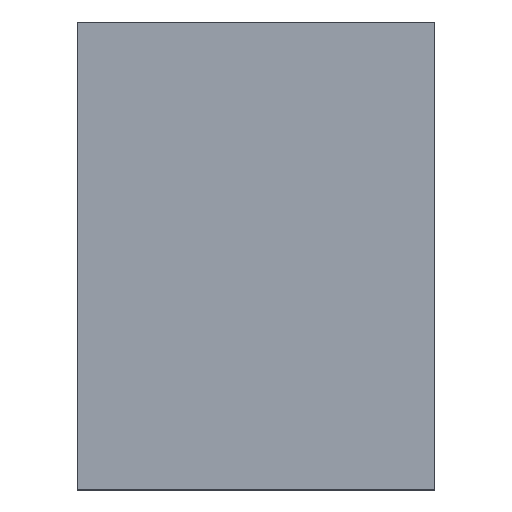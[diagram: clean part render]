
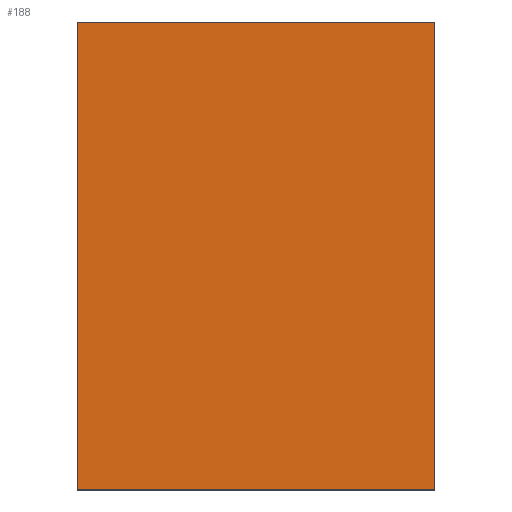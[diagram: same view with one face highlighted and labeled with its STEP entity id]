
A CAD part, top view. The second image highlights one B-rep face of the part: STEP entity #188.
In plain terms, the highlighted planar face has unit normal (0, 0, 1).
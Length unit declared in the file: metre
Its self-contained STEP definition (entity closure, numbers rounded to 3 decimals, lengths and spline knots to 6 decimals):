
#36=ORIENTED_EDGE('',*,*,#69,.F.);
#37=ORIENTED_EDGE('',*,*,#72,.T.);
#38=ORIENTED_EDGE('',*,*,#74,.T.);
#39=ORIENTED_EDGE('',*,*,#75,.F.);
#69=EDGE_CURVE('',#92,#93,#109,.T.);
#72=EDGE_CURVE('',#92,#94,#112,.T.);
#74=EDGE_CURVE('',#94,#95,#114,.T.);
#75=EDGE_CURVE('',#93,#95,#115,.T.);
#92=VERTEX_POINT('',#286);
#93=VERTEX_POINT('',#288);
#94=VERTEX_POINT('',#292);
#95=VERTEX_POINT('',#296);
#109=LINE('',#287,#133);
#112=LINE('',#293,#136);
#114=LINE('',#297,#138);
#115=LINE('',#299,#139);
#133=VECTOR('',#233,1.);
#136=VECTOR('',#238,1.);
#138=VECTOR('',#242,1.);
#139=VECTOR('',#245,1.);
#154=EDGE_LOOP('',(#36,#37,#38,#39));
#166=FACE_BOUND('',#154,.T.);
#177=PLANE('',#212);
#188=ADVANCED_FACE('',(#166),#177,.T.);
#212=AXIS2_PLACEMENT_3D('',#300,#246,#247);
#233=DIRECTION('',(0.,1.,0.));
#238=DIRECTION('',(1.,0.,0.));
#242=DIRECTION('',(0.,1.,0.));
#245=DIRECTION('',(1.,0.,0.));
#246=DIRECTION('',(0.,0.,1.));
#247=DIRECTION('',(1.,0.,0.));
#286=CARTESIAN_POINT('',(0.,0.,0.0125));
#287=CARTESIAN_POINT('',(0.,0.038,0.0125));
#288=CARTESIAN_POINT('',(0.,0.076,0.0125));
#292=CARTESIAN_POINT('',(0.058,0.,0.0125));
#293=CARTESIAN_POINT('',(0.029,0.,0.0125));
#296=CARTESIAN_POINT('',(0.058,0.076,0.0125));
#297=CARTESIAN_POINT('',(0.058,0.038,0.0125));
#299=CARTESIAN_POINT('',(0.029,0.076,0.0125));
#300=CARTESIAN_POINT('',(0.029,0.038,0.0125));
